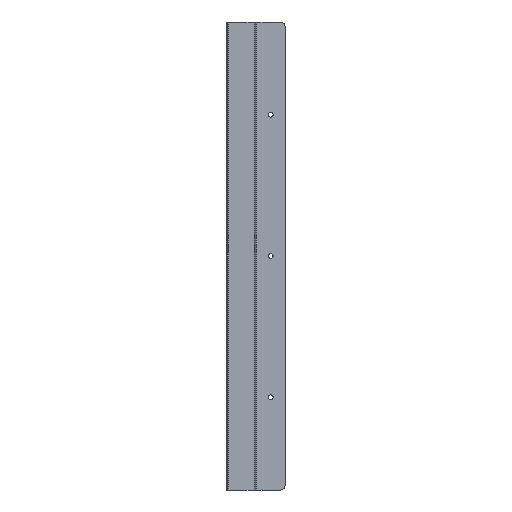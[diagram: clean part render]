
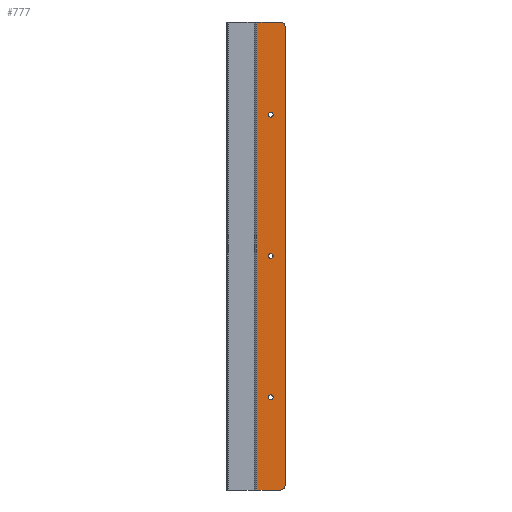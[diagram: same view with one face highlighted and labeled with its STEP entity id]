
A CAD part, front view. The second image highlights one B-rep face of the part: STEP entity #777.
In plain terms, the highlighted planar face has unit normal (0, -1, 0).
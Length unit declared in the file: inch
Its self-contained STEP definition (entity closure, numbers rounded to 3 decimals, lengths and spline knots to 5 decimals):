
#8 = EDGE_CURVE ( 'NONE', #710, #534, #573, .T. ) ;
#13 = AXIS2_PLACEMENT_3D ( 'NONE', #500, #778, #429 ) ;
#20 = EDGE_CURVE ( 'NONE', #174, #174, #83, .T. ) ;
#23 = VERTEX_POINT ( 'NONE', #42 ) ;
#33 = CARTESIAN_POINT ( 'NONE',  ( 1.5, -0.548, 11.75 ) ) ;
#42 = CARTESIAN_POINT ( 'NONE',  ( 0.75, -0.548, -7.125 ) ) ;
#48 = VERTEX_POINT ( 'NONE', #658 ) ;
#59 = CARTESIAN_POINT ( 'NONE',  ( 0.7735, -0.548, 12. ) ) ;
#81 = DIRECTION ( 'NONE',  ( 0., 0., 1. ) ) ;
#83 = CIRCLE ( 'NONE', #417, 0.125 ) ;
#91 = FACE_BOUND ( 'NONE', #275, .T. ) ;
#115 = CARTESIAN_POINT ( 'NONE',  ( 1.5, -0.548, 0. ) ) ;
#117 = LINE ( 'NONE', #382, #624 ) ;
#146 = CARTESIAN_POINT ( 'NONE',  ( 0.047, -0.548, -12. ) ) ;
#147 = VERTEX_POINT ( 'NONE', #545 ) ;
#157 = FACE_BOUND ( 'NONE', #310, .T. ) ;
#173 = EDGE_LOOP ( 'NONE', ( #241, #421, #214, #394, #494, #231 ) ) ;
#174 = VERTEX_POINT ( 'NONE', #728 ) ;
#214 = ORIENTED_EDGE ( 'NONE', *, *, #510, .F. ) ;
#217 = LINE ( 'NONE', #146, #646 ) ;
#231 = ORIENTED_EDGE ( 'NONE', *, *, #704, .T. ) ;
#237 = DIRECTION ( 'NONE',  ( 0., 1., 0. ) ) ;
#241 = ORIENTED_EDGE ( 'NONE', *, *, #272, .F. ) ;
#255 = CIRCLE ( 'NONE', #599, 0.125 ) ;
#272 = EDGE_CURVE ( 'NONE', #511, #147, #217, .T. ) ;
#273 = CARTESIAN_POINT ( 'NONE',  ( 1.5, -0.548, -12. ) ) ;
#275 = EDGE_LOOP ( 'NONE', ( #838 ) ) ;
#276 = CARTESIAN_POINT ( 'NONE',  ( 0.75, -0.548, 7.25 ) ) ;
#282 = FACE_OUTER_BOUND ( 'NONE', #173, .T. ) ;
#308 = CIRCLE ( 'NONE', #13, 0.25 ) ;
#310 = EDGE_LOOP ( 'NONE', ( #380 ) ) ;
#350 = CIRCLE ( 'NONE', #700, 0.125 ) ;
#358 = DIRECTION ( 'NONE',  ( 0., 0., 1. ) ) ;
#380 = ORIENTED_EDGE ( 'NONE', *, *, #740, .T. ) ;
#382 = CARTESIAN_POINT ( 'NONE',  ( 0.7735, -0.548, -12. ) ) ;
#394 = ORIENTED_EDGE ( 'NONE', *, *, #8, .T. ) ;
#409 = CARTESIAN_POINT ( 'NONE',  ( 1.5, -0.548, -11.75 ) ) ;
#413 = DIRECTION ( 'NONE',  ( 0., 1., 0. ) ) ;
#417 = AXIS2_PLACEMENT_3D ( 'NONE', #789, #721, #504 ) ;
#421 = ORIENTED_EDGE ( 'NONE', *, *, #657, .F. ) ;
#429 = DIRECTION ( 'NONE',  ( 0., 0., 1. ) ) ;
#483 = PLANE ( 'NONE',  #732 ) ;
#494 = ORIENTED_EDGE ( 'NONE', *, *, #806, .F. ) ;
#500 = CARTESIAN_POINT ( 'NONE',  ( 1.25, -0.548, -11.75 ) ) ;
#504 = DIRECTION ( 'NONE',  ( 0., 0., 1. ) ) ;
#510 = EDGE_CURVE ( 'NONE', #710, #567, #308, .T. ) ;
#511 = VERTEX_POINT ( 'NONE', #712 ) ;
#514 = EDGE_LOOP ( 'NONE', ( #652 ) ) ;
#534 = VERTEX_POINT ( 'NONE', #33 ) ;
#541 = CARTESIAN_POINT ( 'NONE',  ( 1.25, -0.548, -12. ) ) ;
#544 = DIRECTION ( 'NONE',  ( 0., 0., 1. ) ) ;
#545 = CARTESIAN_POINT ( 'NONE',  ( 0.047, -0.548, 12. ) ) ;
#547 = EDGE_CURVE ( 'NONE', #23, #23, #350, .T. ) ;
#567 = VERTEX_POINT ( 'NONE', #541 ) ;
#568 = VECTOR ( 'NONE', #816, 39.37008 ) ;
#570 = CARTESIAN_POINT ( 'NONE',  ( 0.75, -0.548, 7.375 ) ) ;
#573 = LINE ( 'NONE', #115, #580 ) ;
#580 = VECTOR ( 'NONE', #851, 39.37008 ) ;
#599 = AXIS2_PLACEMENT_3D ( 'NONE', #276, #830, #544 ) ;
#624 = VECTOR ( 'NONE', #665, 39.37008 ) ;
#646 = VECTOR ( 'NONE', #358, 39.37008 ) ;
#652 = ORIENTED_EDGE ( 'NONE', *, *, #20, .T. ) ;
#657 = EDGE_CURVE ( 'NONE', #567, #511, #117, .T. ) ;
#658 = CARTESIAN_POINT ( 'NONE',  ( 1.25, -0.548, 12. ) ) ;
#665 = DIRECTION ( 'NONE',  ( -1., 0., 0. ) ) ;
#677 = LINE ( 'NONE', #59, #568 ) ;
#689 = AXIS2_PLACEMENT_3D ( 'NONE', #764, #413, #81 ) ;
#694 = DIRECTION ( 'NONE',  ( 0., 1., 0. ) ) ;
#700 = AXIS2_PLACEMENT_3D ( 'NONE', #852, #237, #860 ) ;
#704 = EDGE_CURVE ( 'NONE', #48, #147, #677, .T. ) ;
#710 = VERTEX_POINT ( 'NONE', #409 ) ;
#711 = VERTEX_POINT ( 'NONE', #570 ) ;
#712 = CARTESIAN_POINT ( 'NONE',  ( 0.047, -0.548, -12. ) ) ;
#721 = DIRECTION ( 'NONE',  ( 0., 1., 0. ) ) ;
#728 = CARTESIAN_POINT ( 'NONE',  ( 0.75, -0.548, 0.125 ) ) ;
#732 = AXIS2_PLACEMENT_3D ( 'NONE', #273, #694, #756 ) ;
#740 = EDGE_CURVE ( 'NONE', #711, #711, #255, .T. ) ;
#756 = DIRECTION ( 'NONE',  ( 0., 0., 1. ) ) ;
#760 = FACE_BOUND ( 'NONE', #514, .T. ) ;
#764 = CARTESIAN_POINT ( 'NONE',  ( 1.25, -0.548, 11.75 ) ) ;
#777 = ADVANCED_FACE ( 'NONE', ( #157, #760, #91, #282 ), #483, .F. ) ;
#778 = DIRECTION ( 'NONE',  ( 0., 1., 0. ) ) ;
#789 = CARTESIAN_POINT ( 'NONE',  ( 0.75, -0.548, 0. ) ) ;
#806 = EDGE_CURVE ( 'NONE', #48, #534, #874, .T. ) ;
#816 = DIRECTION ( 'NONE',  ( -1., 0., 0. ) ) ;
#830 = DIRECTION ( 'NONE',  ( 0., 1., 0. ) ) ;
#838 = ORIENTED_EDGE ( 'NONE', *, *, #547, .T. ) ;
#851 = DIRECTION ( 'NONE',  ( 0., 0., 1. ) ) ;
#852 = CARTESIAN_POINT ( 'NONE',  ( 0.75, -0.548, -7.25 ) ) ;
#860 = DIRECTION ( 'NONE',  ( 0., 0., 1. ) ) ;
#874 = CIRCLE ( 'NONE', #689, 0.25 ) ;
